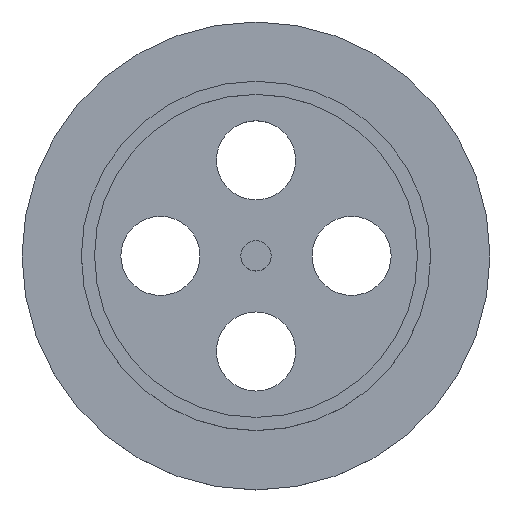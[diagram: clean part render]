
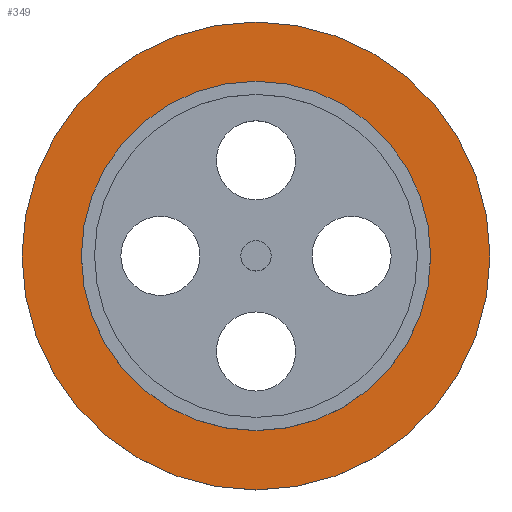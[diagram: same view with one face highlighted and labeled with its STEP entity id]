
A CAD part, top view. The second image highlights one B-rep face of the part: STEP entity #349.
In plain terms, the highlighted planar face has unit normal (0, 0, 1).
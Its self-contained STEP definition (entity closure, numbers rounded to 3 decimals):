
#7 = EDGE_CURVE ( 'NONE', #130, #647, #541, .T. ) ;
#20 = AXIS2_PLACEMENT_3D ( 'NONE', #658, #415, #377 ) ;
#27 = ORIENTED_EDGE ( 'NONE', *, *, #7, .T. ) ;
#37 = DIRECTION ( 'NONE',  ( 0., 0., 1. ) ) ;
#119 = AXIS2_PLACEMENT_3D ( 'NONE', #352, #643, #518 ) ;
#130 = VERTEX_POINT ( 'NONE', #746 ) ;
#143 = CIRCLE ( 'NONE', #119, 13.25 ) ;
#149 = AXIS2_PLACEMENT_3D ( 'NONE', #198, #695, #517 ) ;
#162 = EDGE_CURVE ( 'NONE', #279, #561, #143, .T. ) ;
#176 = PLANE ( 'NONE',  #20 ) ;
#178 = ORIENTED_EDGE ( 'NONE', *, *, #522, .T. ) ;
#179 = CIRCLE ( 'NONE', #149, 17.75 ) ;
#188 = EDGE_LOOP ( 'NONE', ( #421, #722 ) ) ;
#198 = CARTESIAN_POINT ( 'NONE',  ( 0., 0., 1.3 ) ) ;
#268 = DIRECTION ( 'NONE',  ( 1., 0., 0. ) ) ;
#279 = VERTEX_POINT ( 'NONE', #365 ) ;
#281 = DIRECTION ( 'NONE',  ( 0., 0., 1. ) ) ;
#329 = CARTESIAN_POINT ( 'NONE',  ( -13.25, 0., 1.3 ) ) ;
#349 = ADVANCED_FACE ( 'NONE', ( #707, #400 ), #176, .T. ) ;
#350 = CARTESIAN_POINT ( 'NONE',  ( 17.75, 0., 1.3 ) ) ;
#352 = CARTESIAN_POINT ( 'NONE',  ( 0., 0., 1.3 ) ) ;
#365 = CARTESIAN_POINT ( 'NONE',  ( 13.25, 0., 1.3 ) ) ;
#377 = DIRECTION ( 'NONE',  ( 1., 0., 0. ) ) ;
#382 = CARTESIAN_POINT ( 'NONE',  ( 0., 0., 1.3 ) ) ;
#400 = FACE_OUTER_BOUND ( 'NONE', #642, .T. ) ;
#415 = DIRECTION ( 'NONE',  ( 0., 0., 1. ) ) ;
#421 = ORIENTED_EDGE ( 'NONE', *, *, #659, .F. ) ;
#459 = CIRCLE ( 'NONE', #511, 13.25 ) ;
#464 = CARTESIAN_POINT ( 'NONE',  ( 0., 0., 1.3 ) ) ;
#511 = AXIS2_PLACEMENT_3D ( 'NONE', #464, #281, #584 ) ;
#517 = DIRECTION ( 'NONE',  ( 1., 0., 0. ) ) ;
#518 = DIRECTION ( 'NONE',  ( 1., 0., 0. ) ) ;
#522 = EDGE_CURVE ( 'NONE', #647, #130, #179, .T. ) ;
#541 = CIRCLE ( 'NONE', #575, 17.75 ) ;
#561 = VERTEX_POINT ( 'NONE', #329 ) ;
#575 = AXIS2_PLACEMENT_3D ( 'NONE', #382, #37, #268 ) ;
#584 = DIRECTION ( 'NONE',  ( 1., 0., 0. ) ) ;
#642 = EDGE_LOOP ( 'NONE', ( #27, #178 ) ) ;
#643 = DIRECTION ( 'NONE',  ( 0., 0., 1. ) ) ;
#647 = VERTEX_POINT ( 'NONE', #350 ) ;
#658 = CARTESIAN_POINT ( 'NONE',  ( 0., 0., 1.3 ) ) ;
#659 = EDGE_CURVE ( 'NONE', #561, #279, #459, .T. ) ;
#695 = DIRECTION ( 'NONE',  ( 0., 0., 1. ) ) ;
#707 = FACE_BOUND ( 'NONE', #188, .T. ) ;
#722 = ORIENTED_EDGE ( 'NONE', *, *, #162, .F. ) ;
#746 = CARTESIAN_POINT ( 'NONE',  ( -17.75, 0., 1.3 ) ) ;
